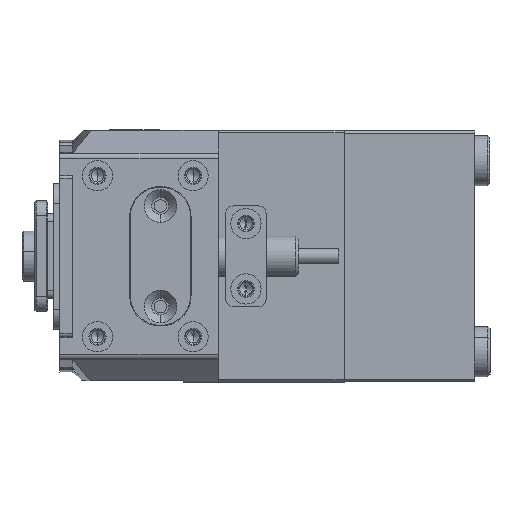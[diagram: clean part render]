
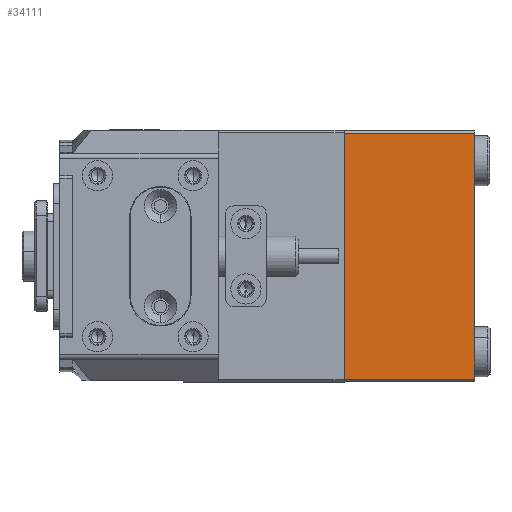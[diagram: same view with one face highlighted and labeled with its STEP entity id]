
A CAD part, left-side view. The second image highlights one B-rep face of the part: STEP entity #34111.
In plain terms, the highlighted planar face has unit normal (-1, 0, 0).
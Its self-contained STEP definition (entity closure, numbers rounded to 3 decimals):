
#624 = ORIENTED_EDGE ( 'NONE', *, *, #36127, .T. ) ;
#836 = EDGE_LOOP ( 'NONE', ( #36226, #50093, #12546, #624 ) ) ;
#7066 = LINE ( 'NONE', #49559, #29371 ) ;
#7638 = CARTESIAN_POINT ( 'NONE',  ( -40.5, 24.4, -26. ) ) ;
#9911 = PLANE ( 'NONE',  #21813 ) ;
#11595 = DIRECTION ( 'NONE',  ( 0., 0., 1. ) ) ;
#12546 = ORIENTED_EDGE ( 'NONE', *, *, #29725, .F. ) ;
#14594 = LINE ( 'NONE', #48011, #22586 ) ;
#15015 = VECTOR ( 'NONE', #11595, 1000. ) ;
#17491 = DIRECTION ( 'NONE',  ( 0., 0., -1. ) ) ;
#17809 = DIRECTION ( 'NONE',  ( 0., 1., 0. ) ) ;
#21624 = DIRECTION ( 'NONE',  ( 0., 1., 0. ) ) ;
#21813 = AXIS2_PLACEMENT_3D ( 'NONE', #45573, #38273, #22833 ) ;
#21906 = CARTESIAN_POINT ( 'NONE',  ( -40.5, -24.4, -26. ) ) ;
#22586 = VECTOR ( 'NONE', #17809, 1000. ) ;
#22800 = CARTESIAN_POINT ( 'NONE',  ( -40.5, -24.4, -26. ) ) ;
#22833 = DIRECTION ( 'NONE',  ( 0., 0., -1. ) ) ;
#24877 = CARTESIAN_POINT ( 'NONE',  ( -40.5, -24.4, 0. ) ) ;
#24907 = LINE ( 'NONE', #22800, #15015 ) ;
#25220 = VERTEX_POINT ( 'NONE', #42951 ) ;
#25416 = CARTESIAN_POINT ( 'NONE',  ( -40.5, 24.9, -26. ) ) ;
#26991 = VERTEX_POINT ( 'NONE', #7638 ) ;
#29371 = VECTOR ( 'NONE', #17491, 1000. ) ;
#29725 = EDGE_CURVE ( 'NONE', #42410, #26991, #34381, .T. ) ;
#30293 = EDGE_CURVE ( 'NONE', #25220, #26991, #7066, .T. ) ;
#34111 = ADVANCED_FACE ( 'NONE', ( #50730 ), #9911, .F. ) ;
#34381 = LINE ( 'NONE', #25416, #51121 ) ;
#36127 = EDGE_CURVE ( 'NONE', #42410, #48105, #24907, .T. ) ;
#36226 = ORIENTED_EDGE ( 'NONE', *, *, #45135, .T. ) ;
#38273 = DIRECTION ( 'NONE',  ( 1., 0., 0. ) ) ;
#42410 = VERTEX_POINT ( 'NONE', #21906 ) ;
#42951 = CARTESIAN_POINT ( 'NONE',  ( -40.5, 24.4, 0. ) ) ;
#45135 = EDGE_CURVE ( 'NONE', #48105, #25220, #14594, .T. ) ;
#45573 = CARTESIAN_POINT ( 'NONE',  ( -40.5, 24.9, -26. ) ) ;
#48011 = CARTESIAN_POINT ( 'NONE',  ( -40.5, 24.9, 0. ) ) ;
#48105 = VERTEX_POINT ( 'NONE', #24877 ) ;
#49559 = CARTESIAN_POINT ( 'NONE',  ( -40.5, 24.4, -26. ) ) ;
#50093 = ORIENTED_EDGE ( 'NONE', *, *, #30293, .T. ) ;
#50730 = FACE_OUTER_BOUND ( 'NONE', #836, .T. ) ;
#51121 = VECTOR ( 'NONE', #21624, 1000. ) ;
